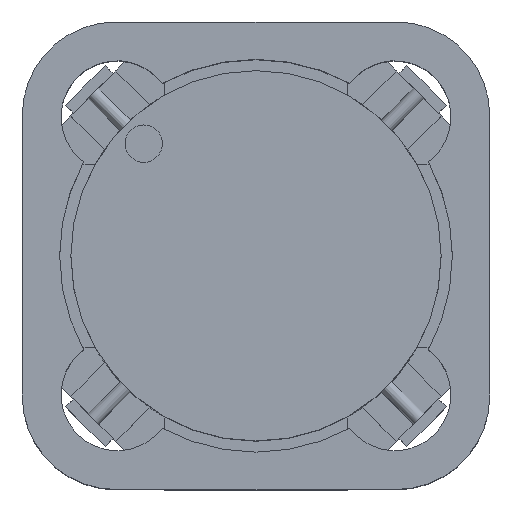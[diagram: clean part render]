
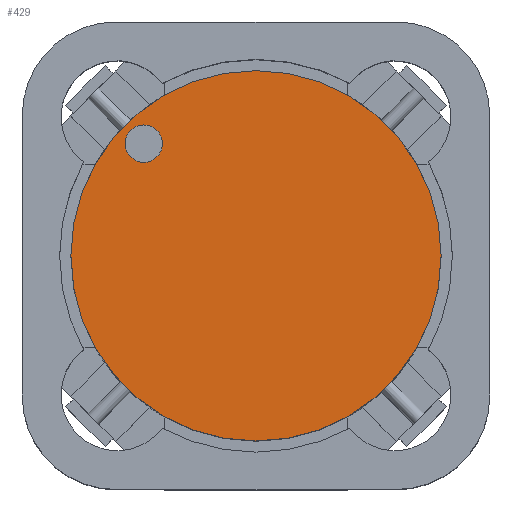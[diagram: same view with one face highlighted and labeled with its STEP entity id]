
A CAD part, top view. The second image highlights one B-rep face of the part: STEP entity #429.
In plain terms, the highlighted planar face has unit normal (0, 0, 1).
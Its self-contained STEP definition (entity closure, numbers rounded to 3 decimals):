
#429 = ADVANCED_FACE( '', ( #1069, #1070 ), #1071, .F. );
#1069 = FACE_OUTER_BOUND( '', #2509, .T. );
#1070 = FACE_BOUND( '', #2510, .T. );
#1071 = PLANE( '', #2511 );
#2509 = EDGE_LOOP( '', ( #10016 ) );
#2510 = EDGE_LOOP( '', ( #10017 ) );
#2511 = AXIS2_PLACEMENT_3D( '', #10018, #10019, #10020 );
#10016 = ORIENTED_EDGE( '', *, *, #12114, .F. );
#10017 = ORIENTED_EDGE( '', *, *, #12157, .T. );
#10018 = CARTESIAN_POINT( '', ( 0., 0., 4.7 ) );
#10019 = DIRECTION( '', ( 0., 0., -1. ) );
#10020 = DIRECTION( '', ( -1., 0., 0. ) );
#12114 = EDGE_CURVE( '', #13258, #13258, #13259, .T. );
#12157 = EDGE_CURVE( '', #13325, #13325, #13326, .T. );
#13258 = VERTEX_POINT( '', #15059 );
#13259 = CIRCLE( '', #15060, 4.95 );
#13325 = VERTEX_POINT( '', #15179 );
#13326 = CIRCLE( '', #15180, 0.5 );
#15059 = CARTESIAN_POINT( '', ( 0., 4.95, 4.7 ) );
#15060 = AXIS2_PLACEMENT_3D( '', #17702, #17703, #17704 );
#15179 = CARTESIAN_POINT( '', ( -3., 3.5, 4.7 ) );
#15180 = AXIS2_PLACEMENT_3D( '', #17761, #17762, #17763 );
#17702 = CARTESIAN_POINT( '', ( 0., 0., 4.7 ) );
#17703 = DIRECTION( '', ( 0., 0., -1. ) );
#17704 = DIRECTION( '', ( 0., 1., 0. ) );
#17761 = CARTESIAN_POINT( '', ( -3., 3., 4.7 ) );
#17762 = DIRECTION( '', ( 0., 0., -1. ) );
#17763 = DIRECTION( '', ( 0., 1., 0. ) );
